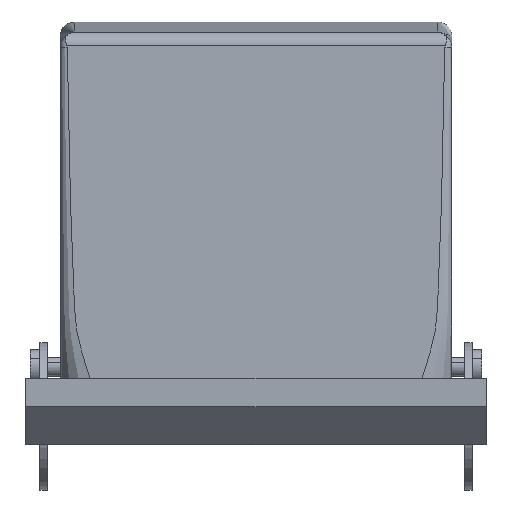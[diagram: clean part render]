
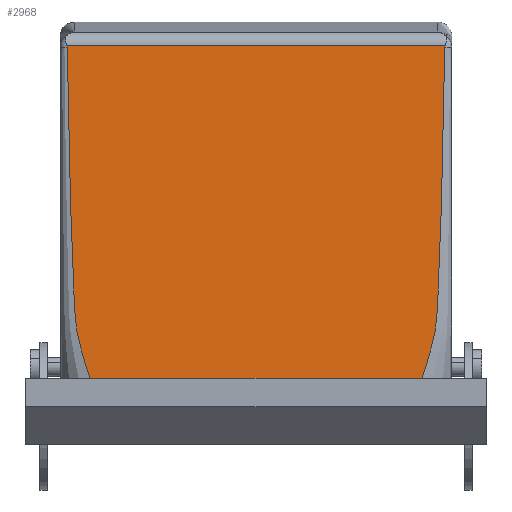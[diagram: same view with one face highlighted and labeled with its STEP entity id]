
A CAD part, front view. The second image highlights one B-rep face of the part: STEP entity #2968.
In plain terms, the highlighted planar face has unit normal (0, -1, 0.013).
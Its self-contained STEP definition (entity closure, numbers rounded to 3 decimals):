
#2933=AXIS2_PLACEMENT_3D('Plane Axis2P3D',#2930,#2931,#2932) ;
#954=CARTESIAN_POINT('Vertex',(14.75,19.5,19.8)) ;
#1023=CARTESIAN_POINT('Vertex',(82.25,19.5,19.8)) ;
#1026=CARTESIAN_POINT('Line Origine',(48.5,19.5,19.8)) ;
#1916=CARTESIAN_POINT('Control Point',(8.748,20.462,93.308)) ;
#1917=CARTESIAN_POINT('Control Point',(8.752,20.457,92.877)) ;
#1918=CARTESIAN_POINT('Control Point',(8.756,20.451,92.44)) ;
#1919=CARTESIAN_POINT('Control Point',(8.761,20.445,92.009)) ;
#1920=CARTESIAN_POINT('Control Point',(8.775,20.427,90.61)) ;
#1921=CARTESIAN_POINT('Control Point',(8.791,20.409,89.217)) ;
#1922=CARTESIAN_POINT('Control Point',(8.803,20.396,88.25)) ;
#1923=CARTESIAN_POINT('Control Point',(8.828,20.371,86.322)) ;
#1924=CARTESIAN_POINT('Control Point',(8.857,20.346,84.395)) ;
#1925=CARTESIAN_POINT('Control Point',(8.872,20.333,83.431)) ;
#1926=CARTESIAN_POINT('Control Point',(8.928,20.289,80.106)) ;
#1927=CARTESIAN_POINT('Control Point',(8.995,20.246,76.781)) ;
#1928=CARTESIAN_POINT('Control Point',(9.048,20.215,74.419)) ;
#1929=CARTESIAN_POINT('Control Point',(9.164,20.153,69.697)) ;
#1930=CARTESIAN_POINT('Control Point',(9.295,20.091,64.977)) ;
#1931=CARTESIAN_POINT('Control Point',(9.364,20.061,62.617)) ;
#1932=CARTESIAN_POINT('Control Point',(9.508,19.999,57.9)) ;
#1933=CARTESIAN_POINT('Control Point',(9.666,19.937,53.188)) ;
#1934=CARTESIAN_POINT('Control Point',(9.748,19.906,50.832)) ;
#1935=CARTESIAN_POINT('Control Point',(9.872,19.862,47.446)) ;
#1936=CARTESIAN_POINT('Control Point',(10.01,19.818,44.061)) ;
#1937=CARTESIAN_POINT('Control Point',(10.053,19.804,43.029)) ;
#1938=CARTESIAN_POINT('Control Point',(10.121,19.784,41.481)) ;
#1939=CARTESIAN_POINT('Control Point',(10.193,19.764,39.933)) ;
#1940=CARTESIAN_POINT('Control Point',(10.219,19.757,39.418)) ;
#1941=CARTESIAN_POINT('Control Point',(10.311,19.731,37.464)) ;
#1942=CARTESIAN_POINT('Control Point',(10.431,19.706,35.511)) ;
#1943=CARTESIAN_POINT('Control Point',(10.61,19.687,34.078)) ;
#1944=CARTESIAN_POINT('Control Point',(11.115,19.651,31.373)) ;
#1945=CARTESIAN_POINT('Control Point',(11.867,19.617,28.707)) ;
#1946=CARTESIAN_POINT('Control Point',(12.266,19.6,27.448)) ;
#1947=CARTESIAN_POINT('Control Point',(12.88,19.576,25.594)) ;
#1948=CARTESIAN_POINT('Control Point',(13.497,19.552,23.741)) ;
#1949=CARTESIAN_POINT('Control Point',(13.696,19.544,23.138)) ;
#1950=CARTESIAN_POINT('Control Point',(14.032,19.53,22.106)) ;
#1951=CARTESIAN_POINT('Control Point',(14.358,19.517,21.072)) ;
#1952=CARTESIAN_POINT('Control Point',(14.49,19.511,20.65)) ;
#1953=CARTESIAN_POINT('Control Point',(14.62,19.506,20.226)) ;
#1954=CARTESIAN_POINT('Control Point',(14.75,19.5,19.8)) ;
#1955=CARTESIAN_POINT('Vertex',(8.748,20.462,93.308)) ;
#2879=CARTESIAN_POINT('Vertex',(88.252,20.462,93.308)) ;
#2883=CARTESIAN_POINT('Control Point',(88.252,20.462,93.308)) ;
#2884=CARTESIAN_POINT('Control Point',(88.248,20.457,92.877)) ;
#2885=CARTESIAN_POINT('Control Point',(88.244,20.451,92.44)) ;
#2886=CARTESIAN_POINT('Control Point',(88.239,20.445,92.009)) ;
#2887=CARTESIAN_POINT('Control Point',(88.225,20.427,90.61)) ;
#2888=CARTESIAN_POINT('Control Point',(88.209,20.409,89.217)) ;
#2889=CARTESIAN_POINT('Control Point',(88.197,20.396,88.25)) ;
#2890=CARTESIAN_POINT('Control Point',(88.172,20.371,86.322)) ;
#2891=CARTESIAN_POINT('Control Point',(88.143,20.346,84.395)) ;
#2892=CARTESIAN_POINT('Control Point',(88.128,20.333,83.431)) ;
#2893=CARTESIAN_POINT('Control Point',(88.072,20.289,80.106)) ;
#2894=CARTESIAN_POINT('Control Point',(88.005,20.246,76.781)) ;
#2895=CARTESIAN_POINT('Control Point',(87.952,20.215,74.419)) ;
#2896=CARTESIAN_POINT('Control Point',(87.836,20.153,69.697)) ;
#2897=CARTESIAN_POINT('Control Point',(87.705,20.091,64.977)) ;
#2898=CARTESIAN_POINT('Control Point',(87.636,20.061,62.617)) ;
#2899=CARTESIAN_POINT('Control Point',(87.492,19.999,57.9)) ;
#2900=CARTESIAN_POINT('Control Point',(87.334,19.937,53.188)) ;
#2901=CARTESIAN_POINT('Control Point',(87.252,19.906,50.832)) ;
#2902=CARTESIAN_POINT('Control Point',(87.128,19.862,47.446)) ;
#2903=CARTESIAN_POINT('Control Point',(86.99,19.818,44.061)) ;
#2904=CARTESIAN_POINT('Control Point',(86.947,19.804,43.029)) ;
#2905=CARTESIAN_POINT('Control Point',(86.879,19.784,41.481)) ;
#2906=CARTESIAN_POINT('Control Point',(86.807,19.764,39.933)) ;
#2907=CARTESIAN_POINT('Control Point',(86.781,19.757,39.418)) ;
#2908=CARTESIAN_POINT('Control Point',(86.689,19.731,37.464)) ;
#2909=CARTESIAN_POINT('Control Point',(86.569,19.706,35.511)) ;
#2910=CARTESIAN_POINT('Control Point',(86.39,19.687,34.078)) ;
#2911=CARTESIAN_POINT('Control Point',(85.885,19.651,31.373)) ;
#2912=CARTESIAN_POINT('Control Point',(85.133,19.617,28.707)) ;
#2913=CARTESIAN_POINT('Control Point',(84.734,19.6,27.448)) ;
#2914=CARTESIAN_POINT('Control Point',(84.12,19.576,25.594)) ;
#2915=CARTESIAN_POINT('Control Point',(83.503,19.552,23.741)) ;
#2916=CARTESIAN_POINT('Control Point',(83.304,19.544,23.138)) ;
#2917=CARTESIAN_POINT('Control Point',(82.968,19.53,22.106)) ;
#2918=CARTESIAN_POINT('Control Point',(82.642,19.517,21.072)) ;
#2919=CARTESIAN_POINT('Control Point',(82.51,19.511,20.65)) ;
#2920=CARTESIAN_POINT('Control Point',(82.38,19.506,20.226)) ;
#2921=CARTESIAN_POINT('Control Point',(82.25,19.5,19.8)) ;
#2930=CARTESIAN_POINT('Axis2P3D Location',(48.5,21.457,169.276)) ;
#2936=CARTESIAN_POINT('Control Point',(8.759,20.465,93.521)) ;
#2937=CARTESIAN_POINT('Control Point',(8.754,20.465,93.479)) ;
#2938=CARTESIAN_POINT('Control Point',(8.75,20.464,93.437)) ;
#2939=CARTESIAN_POINT('Control Point',(8.748,20.463,93.394)) ;
#2940=CARTESIAN_POINT('Control Point',(8.747,20.463,93.351)) ;
#2941=CARTESIAN_POINT('Control Point',(8.748,20.462,93.308)) ;
#2942=CARTESIAN_POINT('Vertex',(8.759,20.465,93.521)) ;
#2946=CARTESIAN_POINT('Control Point',(88.241,20.465,93.521)) ;
#2947=CARTESIAN_POINT('Control Point',(88.246,20.465,93.479)) ;
#2948=CARTESIAN_POINT('Control Point',(88.25,20.464,93.437)) ;
#2949=CARTESIAN_POINT('Control Point',(88.252,20.463,93.394)) ;
#2950=CARTESIAN_POINT('Control Point',(88.253,20.463,93.351)) ;
#2951=CARTESIAN_POINT('Control Point',(88.252,20.462,93.308)) ;
#2952=CARTESIAN_POINT('Vertex',(88.241,20.465,93.521)) ;
#2955=CARTESIAN_POINT('Line Origine',(48.5,20.465,93.521)) ;
#1027=DIRECTION('Vector Direction',(-1.,0.,0.)) ;
#2931=DIRECTION('Axis2P3D Direction',(0.,-1.,0.013)) ;
#2932=DIRECTION('Axis2P3D XDirection',(-1.,0.,0.)) ;
#2956=DIRECTION('Vector Direction',(1.,0.,0.)) ;
#1028=VECTOR('Line Direction',#1027,1.) ;
#2957=VECTOR('Line Direction',#2956,1.) ;
#2961=ORIENTED_EDGE('',*,*,#2944,.F.) ;
#2962=ORIENTED_EDGE('',*,*,#1957,.F.) ;
#2963=ORIENTED_EDGE('',*,*,#1030,.T.) ;
#2964=ORIENTED_EDGE('',*,*,#2922,.T.) ;
#2965=ORIENTED_EDGE('',*,*,#2954,.T.) ;
#2966=ORIENTED_EDGE('',*,*,#2959,.F.) ;
#2968=ADVANCED_FACE('Hood',(#2967),#2934,.T.) ;
#1915=B_SPLINE_CURVE_WITH_KNOTS('',5,(#1916,#1917,#1918,#1919,#1920,#1921,#1922,#1923,#1924,#1925,#1926,#1927,#1928,#1929,#1930,#1931,#1932,#1933,#1934,#1935,#1936,#1937,#1938,#1939,#1940,#1941,#1942,#1943,#1944,#1945,#1946,#1947,#1948,#1949,#1950,#1951,#1952,#1953,#1954),.UNSPECIFIED.,.F.,.U.,(6,3,3,3,3,3,3,3,3,3,3,3,6),(8.236,10.397,15.205,20.013,31.789,43.566,55.342,60.507,63.09,70.288,76.773,79.902,82.118),.UNSPECIFIED.) ;
#2882=B_SPLINE_CURVE_WITH_KNOTS('',5,(#2883,#2884,#2885,#2886,#2887,#2888,#2889,#2890,#2891,#2892,#2893,#2894,#2895,#2896,#2897,#2898,#2899,#2900,#2901,#2902,#2903,#2904,#2905,#2906,#2907,#2908,#2909,#2910,#2911,#2912,#2913,#2914,#2915,#2916,#2917,#2918,#2919,#2920,#2921),.UNSPECIFIED.,.F.,.U.,(6,3,3,3,3,3,3,3,3,3,3,3,6),(8.236,10.397,15.205,20.013,31.789,43.566,55.342,60.507,63.09,70.288,76.773,79.902,82.118),.UNSPECIFIED.) ;
#2935=B_SPLINE_CURVE_WITH_KNOTS('',5,(#2936,#2937,#2938,#2939,#2940,#2941),.UNSPECIFIED.,.F.,.U.,(6,6),(0.,0.301),.UNSPECIFIED.) ;
#2945=B_SPLINE_CURVE_WITH_KNOTS('',5,(#2946,#2947,#2948,#2949,#2950,#2951),.UNSPECIFIED.,.F.,.U.,(6,6),(0.,0.301),.UNSPECIFIED.) ;
#1030=EDGE_CURVE('',#955,#1024,#1029,.F.) ;
#1957=EDGE_CURVE('',#955,#1956,#1915,.F.) ;
#2922=EDGE_CURVE('',#1024,#2880,#2882,.F.) ;
#2944=EDGE_CURVE('',#1956,#2943,#2935,.F.) ;
#2954=EDGE_CURVE('',#2880,#2953,#2945,.F.) ;
#2959=EDGE_CURVE('',#2943,#2953,#2958,.T.) ;
#2960=EDGE_LOOP('',(#2961,#2962,#2963,#2964,#2965,#2966)) ;
#2967=FACE_OUTER_BOUND('',#2960,.T.) ;
#1029=LINE('Line',#1026,#1028) ;
#2958=LINE('Line',#2955,#2957) ;
#2934=PLANE('',#2933) ;
#955=VERTEX_POINT('',#954) ;
#1024=VERTEX_POINT('',#1023) ;
#1956=VERTEX_POINT('',#1955) ;
#2880=VERTEX_POINT('',#2879) ;
#2943=VERTEX_POINT('',#2942) ;
#2953=VERTEX_POINT('',#2952) ;
